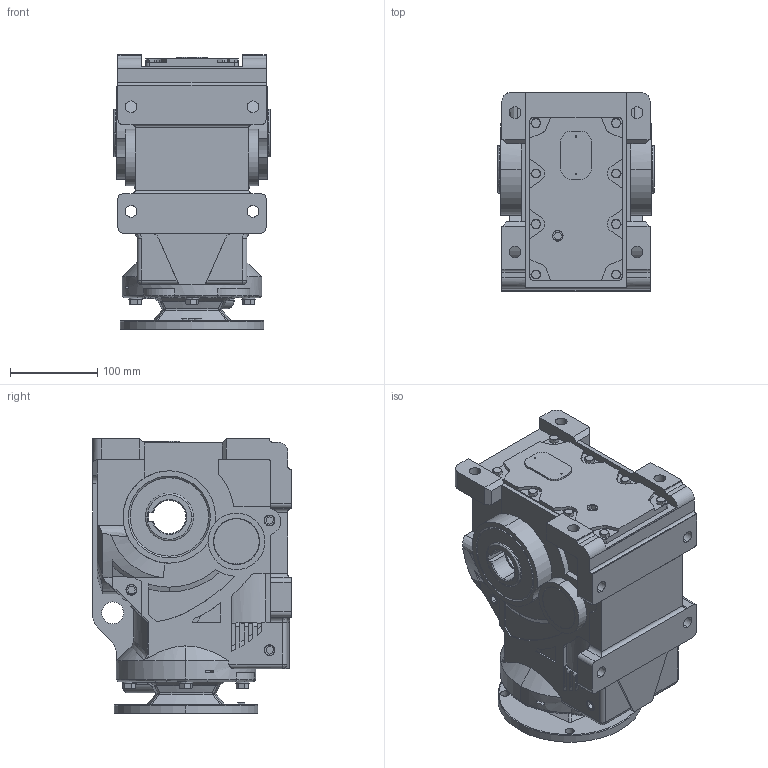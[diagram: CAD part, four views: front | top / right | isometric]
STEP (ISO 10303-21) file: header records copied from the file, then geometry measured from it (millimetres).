
FILE_DESCRIPTION (( 'STEP AP214' ), '1' );
FILE_NAME ('HBR-67-120-A.step', '2019-04-01T14:36:26', ( '' ), ( '' ), 'SwSTEP 2.0', 'SolidWorks 2018', '' );
FILE_SCHEMA (( 'AUTOMOTIVE_DESIGN' ));
Length unit declared in the file: inch
Products named in the file (1): HBR-67-120-A
Bounding box: 180 x 228 x 315.5 mm (x, y, z)
Volume: 7760713.7 mm3; surface area: 405403.4 mm2
Topology: 1 solids, 1 shells, 1106 faces, 2909 edges, 1884 vertices
Faces by surface type: plane 550, cylinder 274, bspline 167, cone 115
Entity records: 47318 total; most frequent: CARTESIAN_POINT 21053, ORIENTED_EDGE 5810, DIRECTION 4902, EDGE_CURVE 2905, VERTEX_POINT 1884, AXIS2_PLACEMENT_3D 1654, VECTOR 1594, LINE 1594
